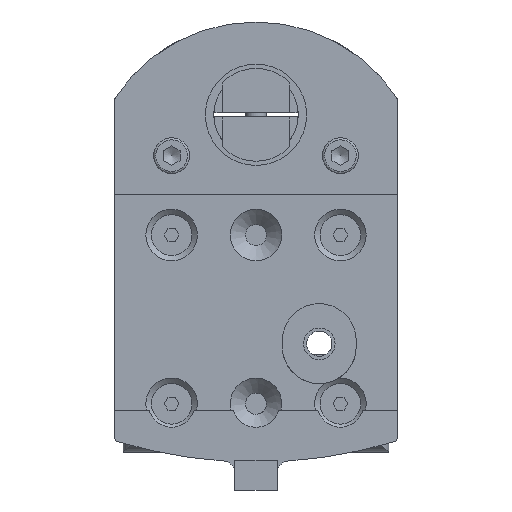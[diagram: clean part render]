
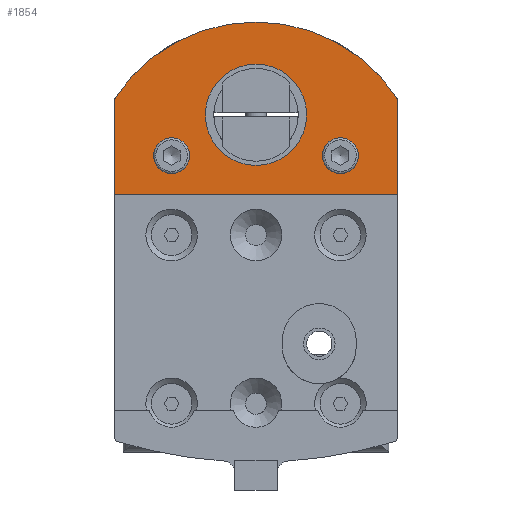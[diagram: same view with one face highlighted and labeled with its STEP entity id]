
A CAD part, front view. The second image highlights one B-rep face of the part: STEP entity #1854.
In plain terms, the highlighted planar face has unit normal (0, -1, 0).
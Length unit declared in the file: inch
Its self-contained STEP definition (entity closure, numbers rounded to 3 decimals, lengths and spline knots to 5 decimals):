
#255 = EDGE_CURVE ( 'NONE', #5674, #8448, #4757, .T. ) ;
#314 = DIRECTION ( 'NONE',  ( 0., 0., 1. ) ) ;
#316 = VECTOR ( 'NONE', #314, 39.37008 ) ;
#342 = VERTEX_POINT ( 'NONE', #5126 ) ;
#493 = EDGE_CURVE ( 'NONE', #1870, #651, #4175, .T. ) ;
#615 = AXIS2_PLACEMENT_3D ( 'NONE', #11786, #3370, #6974 ) ;
#616 = EDGE_LOOP ( 'NONE', ( #8294, #10682, #4305, #8604 ) ) ;
#651 = VERTEX_POINT ( 'NONE', #9841 ) ;
#682 = CARTESIAN_POINT ( 'NONE',  ( -1.31234, 0., 0.16184 ) ) ;
#716 = AXIS2_PLACEMENT_3D ( 'NONE', #11365, #6615, #4594 ) ;
#793 = EDGE_CURVE ( 'NONE', #651, #12164, #11956, .T. ) ;
#826 = VERTEX_POINT ( 'NONE', #5317 ) ;
#833 = LINE ( 'NONE', #7644, #8431 ) ;
#921 = CIRCLE ( 'NONE', #716, 1.5748 ) ;
#970 = CARTESIAN_POINT ( 'NONE',  ( -0.7874, 0., -0.36161 ) ) ;
#1139 = VECTOR ( 'NONE', #5329, 39.37008 ) ;
#1269 = EDGE_CURVE ( 'NONE', #6504, #342, #10940, .T. ) ;
#1391 = CIRCLE ( 'NONE', #10823, 0.47244 ) ;
#1418 = FACE_OUTER_BOUND ( 'NONE', #10857, .T. ) ;
#1476 = EDGE_CURVE ( 'NONE', #11206, #11206, #1391, .T. ) ;
#1596 = FACE_BOUND ( 'NONE', #616, .T. ) ;
#1628 = EDGE_CURVE ( 'NONE', #826, #6504, #8820, .T. ) ;
#1854 = ADVANCED_FACE ( 'NONE', ( #1418, #1596, #10029, #9206 ), #5196, .T. ) ;
#1870 = VERTEX_POINT ( 'NONE', #12085 ) ;
#1907 = CARTESIAN_POINT ( 'NONE',  ( -1.3189, 0., -0.74803 ) ) ;
#2074 = DIRECTION ( 'NONE',  ( 0., 1., 0. ) ) ;
#2094 = EDGE_CURVE ( 'NONE', #11967, #1870, #833, .T. ) ;
#2398 = CARTESIAN_POINT ( 'NONE',  ( 1.3189, 0., 0.14008 ) ) ;
#2527 = DIRECTION ( 'NONE',  ( 0., 1., 0. ) ) ;
#2566 = DIRECTION ( 'NONE',  ( 0., 0., -1. ) ) ;
#2871 = ORIENTED_EDGE ( 'NONE', *, *, #3266, .T. ) ;
#2968 = VECTOR ( 'NONE', #11085, 39.37008 ) ;
#2982 = DIRECTION ( 'NONE',  ( 1., 0., 0. ) ) ;
#3124 = CARTESIAN_POINT ( 'NONE',  ( 0.66929, 0., -0.40098 ) ) ;
#3266 = EDGE_CURVE ( 'NONE', #8448, #3324, #10942, .T. ) ;
#3324 = VERTEX_POINT ( 'NONE', #11005 ) ;
#3329 = EDGE_CURVE ( 'NONE', #342, #6037, #7559, .T. ) ;
#3370 = DIRECTION ( 'NONE',  ( 0., -1., 0. ) ) ;
#3396 = CARTESIAN_POINT ( 'NONE',  ( -0.66929, 0., -0.36161 ) ) ;
#3406 = EDGE_CURVE ( 'NONE', #10184, #6820, #921, .T. ) ;
#3806 = CARTESIAN_POINT ( 'NONE',  ( 1.9685, 0., -0.74803 ) ) ;
#3815 = EDGE_CURVE ( 'NONE', #12164, #11967, #6366, .T. ) ;
#3890 = EDGE_CURVE ( 'NONE', #5840, #5674, #7156, .T. ) ;
#4141 = DIRECTION ( 'NONE',  ( 0., 0., 1. ) ) ;
#4175 = CIRCLE ( 'NONE', #5987, 0.11811 ) ;
#4305 = ORIENTED_EDGE ( 'NONE', *, *, #3815, .T. ) ;
#4309 = CARTESIAN_POINT ( 'NONE',  ( 1.9685, 0., -0.74803 ) ) ;
#4352 = DIRECTION ( 'NONE',  ( 0., 1., 0. ) ) ;
#4586 = ORIENTED_EDGE ( 'NONE', *, *, #1476, .T. ) ;
#4594 = DIRECTION ( 'NONE',  ( 0., 0., 1. ) ) ;
#4621 = CARTESIAN_POINT ( 'NONE',  ( 0., 0., 0.47244 ) ) ;
#4726 = EDGE_CURVE ( 'NONE', #6820, #3324, #10590, .T. ) ;
#4757 = LINE ( 'NONE', #3806, #6380 ) ;
#4866 = ORIENTED_EDGE ( 'NONE', *, *, #255, .T. ) ;
#5126 = CARTESIAN_POINT ( 'NONE',  ( -0.66929, 0., -0.40098 ) ) ;
#5138 = CARTESIAN_POINT ( 'NONE',  ( -0.90551, 0., -0.40098 ) ) ;
#5196 = PLANE ( 'NONE',  #11221 ) ;
#5257 = ORIENTED_EDGE ( 'NONE', *, *, #1269, .T. ) ;
#5317 = CARTESIAN_POINT ( 'NONE',  ( -0.90551, 0., -0.36161 ) ) ;
#5329 = DIRECTION ( 'NONE',  ( 0., 0., -1. ) ) ;
#5422 = CARTESIAN_POINT ( 'NONE',  ( -0.66929, 0., -0.36161 ) ) ;
#5475 = DIRECTION ( 'NONE',  ( 0., 0., 1. ) ) ;
#5496 = EDGE_LOOP ( 'NONE', ( #6361, #5257, #8365, #8763 ) ) ;
#5645 = DIRECTION ( 'NONE',  ( 0., 1., 0. ) ) ;
#5674 = VERTEX_POINT ( 'NONE', #1907 ) ;
#5699 = ORIENTED_EDGE ( 'NONE', *, *, #3406, .F. ) ;
#5840 = VERTEX_POINT ( 'NONE', #7742 ) ;
#5940 = EDGE_CURVE ( 'NONE', #6037, #826, #7340, .T. ) ;
#5987 = AXIS2_PLACEMENT_3D ( 'NONE', #6440, #2527, #7377 ) ;
#6037 = VERTEX_POINT ( 'NONE', #8536 ) ;
#6176 = AXIS2_PLACEMENT_3D ( 'NONE', #8353, #8297, #2566 ) ;
#6361 = ORIENTED_EDGE ( 'NONE', *, *, #1628, .T. ) ;
#6366 = CIRCLE ( 'NONE', #6176, 0.11811 ) ;
#6380 = VECTOR ( 'NONE', #2982, 39.37008 ) ;
#6440 = CARTESIAN_POINT ( 'NONE',  ( 0.7874, 0., -0.36161 ) ) ;
#6504 = VERTEX_POINT ( 'NONE', #5422 ) ;
#6595 = CARTESIAN_POINT ( 'NONE',  ( 1.3189, 0., -0.74803 ) ) ;
#6605 = CARTESIAN_POINT ( 'NONE',  ( 1.27953, 0., 0.14008 ) ) ;
#6615 = DIRECTION ( 'NONE',  ( 0., 1., 0. ) ) ;
#6622 = AXIS2_PLACEMENT_3D ( 'NONE', #970, #5645, #11526 ) ;
#6645 = ORIENTED_EDGE ( 'NONE', *, *, #10792, .T. ) ;
#6808 = ORIENTED_EDGE ( 'NONE', *, *, #4726, .F. ) ;
#6820 = VERTEX_POINT ( 'NONE', #6991 ) ;
#6867 = CARTESIAN_POINT ( 'NONE',  ( 0., 0., 0. ) ) ;
#6974 = DIRECTION ( 'NONE',  ( 0., 0., 1. ) ) ;
#6991 = CARTESIAN_POINT ( 'NONE',  ( 1.31234, 0., 0.16184 ) ) ;
#7070 = CARTESIAN_POINT ( 'NONE',  ( -0.7874, 0., -0.40098 ) ) ;
#7156 = LINE ( 'NONE', #10109, #1139 ) ;
#7340 = LINE ( 'NONE', #5138, #8152 ) ;
#7377 = DIRECTION ( 'NONE',  ( 0., 0., -1. ) ) ;
#7559 = CIRCLE ( 'NONE', #11349, 0.11811 ) ;
#7644 = CARTESIAN_POINT ( 'NONE',  ( 0.66929, 0., -0.40098 ) ) ;
#7704 = DIRECTION ( 'NONE',  ( 0., 0., 1. ) ) ;
#7742 = CARTESIAN_POINT ( 'NONE',  ( -1.3189, 0., 0.14008 ) ) ;
#8152 = VECTOR ( 'NONE', #12033, 39.37008 ) ;
#8270 = DIRECTION ( 'NONE',  ( 0., 0., -1. ) ) ;
#8294 = ORIENTED_EDGE ( 'NONE', *, *, #493, .T. ) ;
#8297 = DIRECTION ( 'NONE',  ( 0., 1., 0. ) ) ;
#8353 = CARTESIAN_POINT ( 'NONE',  ( 0.7874, 0., -0.40098 ) ) ;
#8363 = VECTOR ( 'NONE', #10880, 39.37008 ) ;
#8365 = ORIENTED_EDGE ( 'NONE', *, *, #3329, .T. ) ;
#8431 = VECTOR ( 'NONE', #7704, 39.37008 ) ;
#8448 = VERTEX_POINT ( 'NONE', #6595 ) ;
#8536 = CARTESIAN_POINT ( 'NONE',  ( -0.90551, 0., -0.40098 ) ) ;
#8604 = ORIENTED_EDGE ( 'NONE', *, *, #2094, .T. ) ;
#8763 = ORIENTED_EDGE ( 'NONE', *, *, #5940, .T. ) ;
#8820 = CIRCLE ( 'NONE', #6622, 0.11811 ) ;
#9206 = FACE_BOUND ( 'NONE', #9838, .T. ) ;
#9838 = EDGE_LOOP ( 'NONE', ( #4586 ) ) ;
#9841 = CARTESIAN_POINT ( 'NONE',  ( 0.90551, 0., -0.36161 ) ) ;
#10029 = FACE_BOUND ( 'NONE', #5496, .T. ) ;
#10109 = CARTESIAN_POINT ( 'NONE',  ( -1.3189, 0., -3.01185 ) ) ;
#10184 = VERTEX_POINT ( 'NONE', #682 ) ;
#10492 = DIRECTION ( 'NONE',  ( 0., 1., 0. ) ) ;
#10590 = CIRCLE ( 'NONE', #11392, 0.03937 ) ;
#10682 = ORIENTED_EDGE ( 'NONE', *, *, #793, .T. ) ;
#10792 = EDGE_CURVE ( 'NONE', #10184, #5840, #12061, .T. ) ;
#10823 = AXIS2_PLACEMENT_3D ( 'NONE', #6867, #2074, #4141 ) ;
#10857 = EDGE_LOOP ( 'NONE', ( #5699, #6645, #11376, #4866, #2871, #6808 ) ) ;
#10880 = DIRECTION ( 'NONE',  ( 0., 0., -1. ) ) ;
#10882 = DIRECTION ( 'NONE',  ( 0., 0., -1. ) ) ;
#10940 = LINE ( 'NONE', #3396, #8363 ) ;
#10942 = LINE ( 'NONE', #2398, #316 ) ;
#11005 = CARTESIAN_POINT ( 'NONE',  ( 1.3189, 0., 0.14008 ) ) ;
#11024 = DIRECTION ( 'NONE',  ( 0., -1., 0. ) ) ;
#11085 = DIRECTION ( 'NONE',  ( 0., 0., -1. ) ) ;
#11206 = VERTEX_POINT ( 'NONE', #4621 ) ;
#11221 = AXIS2_PLACEMENT_3D ( 'NONE', #4309, #11024, #8270 ) ;
#11349 = AXIS2_PLACEMENT_3D ( 'NONE', #7070, #4352, #10882 ) ;
#11365 = CARTESIAN_POINT ( 'NONE',  ( 0., 0., -0.70866 ) ) ;
#11376 = ORIENTED_EDGE ( 'NONE', *, *, #3890, .T. ) ;
#11392 = AXIS2_PLACEMENT_3D ( 'NONE', #6605, #10492, #5475 ) ;
#11526 = DIRECTION ( 'NONE',  ( 0., 0., -1. ) ) ;
#11786 = CARTESIAN_POINT ( 'NONE',  ( -1.27953, 0., 0.14008 ) ) ;
#11833 = CARTESIAN_POINT ( 'NONE',  ( 0.90551, 0., -0.36161 ) ) ;
#11956 = LINE ( 'NONE', #11833, #2968 ) ;
#11967 = VERTEX_POINT ( 'NONE', #3124 ) ;
#12033 = DIRECTION ( 'NONE',  ( 0., 0., 1. ) ) ;
#12061 = CIRCLE ( 'NONE', #615, 0.03937 ) ;
#12085 = CARTESIAN_POINT ( 'NONE',  ( 0.66929, 0., -0.36161 ) ) ;
#12164 = VERTEX_POINT ( 'NONE', #12359 ) ;
#12359 = CARTESIAN_POINT ( 'NONE',  ( 0.90551, 0., -0.40098 ) ) ;
